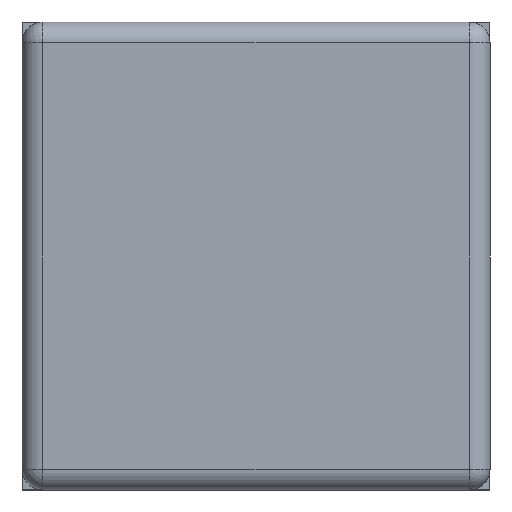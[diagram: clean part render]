
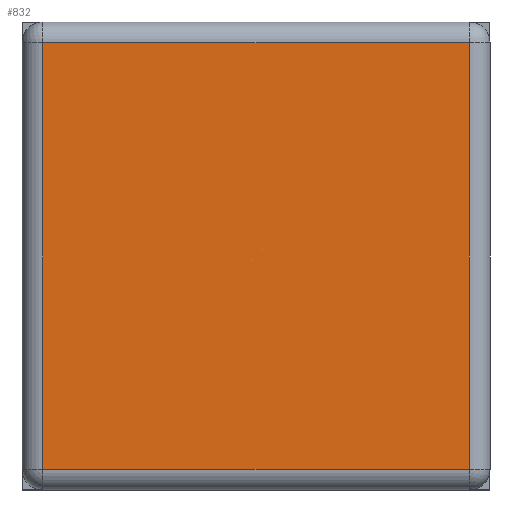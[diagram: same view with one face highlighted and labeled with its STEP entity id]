
A CAD part, left-side view. The second image highlights one B-rep face of the part: STEP entity #832.
In plain terms, the highlighted planar face has unit normal (-1, 0, 0).
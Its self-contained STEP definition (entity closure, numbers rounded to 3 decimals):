
#23=PLANE('',#938);
#60=LINE('',#1364,#120);
#65=LINE('',#1385,#125);
#67=LINE('',#1388,#127);
#73=LINE('',#1397,#133);
#120=VECTOR('',#1129,1.);
#125=VECTOR('',#1154,1.);
#127=VECTOR('',#1158,1.);
#133=VECTOR('',#1170,1.);
#223=FACE_OUTER_BOUND('',#279,.T.);
#279=EDGE_LOOP('',(#674,#675,#676,#677));
#366=VERTEX_POINT('',#1324);
#376=VERTEX_POINT('',#1350);
#378=VERTEX_POINT('',#1355);
#384=VERTEX_POINT('',#1375);
#464=EDGE_CURVE('',#366,#378,#60,.T.);
#475=EDGE_CURVE('',#378,#384,#65,.T.);
#477=EDGE_CURVE('',#384,#376,#67,.T.);
#483=EDGE_CURVE('',#376,#366,#73,.T.);
#674=ORIENTED_EDGE('',*,*,#464,.F.);
#675=ORIENTED_EDGE('',*,*,#483,.F.);
#676=ORIENTED_EDGE('',*,*,#477,.F.);
#677=ORIENTED_EDGE('',*,*,#475,.F.);
#832=ADVANCED_FACE('',(#223),#23,.F.);
#938=AXIS2_PLACEMENT_3D('',#1409,#1187,#1188);
#1129=DIRECTION('',(0.,0.,-1.));
#1154=DIRECTION('',(0.,1.,0.));
#1158=DIRECTION('',(0.,0.,1.));
#1170=DIRECTION('',(0.,-1.,0.));
#1187=DIRECTION('center_axis',(1.,0.,0.));
#1188=DIRECTION('ref_axis',(0.,0.,
-1.));
#1324=CARTESIAN_POINT('',(-0.9,-0.41,0.86));
#1350=CARTESIAN_POINT('',(-0.9,0.41,0.86));
#1355=CARTESIAN_POINT('',(-0.9,-0.41,0.04));
#1364=CARTESIAN_POINT('',(-0.9,-0.41,0.45));
#1375=CARTESIAN_POINT('',(-0.9,0.41,0.04));
#1385=CARTESIAN_POINT('',(-0.9,0.,0.04));
#1388=CARTESIAN_POINT('',(-0.9,0.41,0.45));
#1397=CARTESIAN_POINT('',(-0.9,0.,0.86));
#1409=CARTESIAN_POINT('Origin',(-0.9,0.,0.45));
